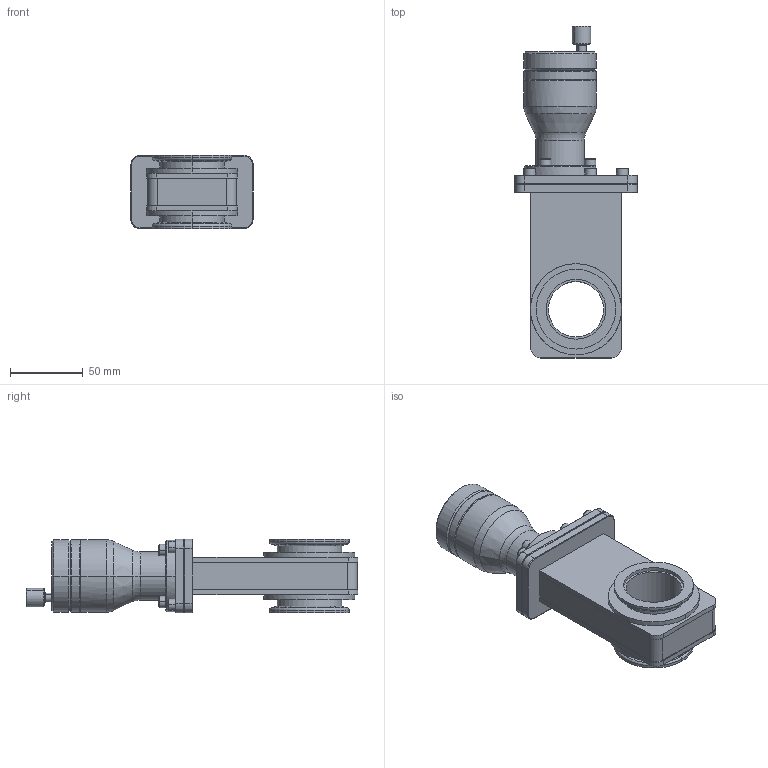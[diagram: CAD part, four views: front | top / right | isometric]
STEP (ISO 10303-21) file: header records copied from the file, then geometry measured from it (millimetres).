
FILE_DESCRIPTION (( 'STEP AP214' ), '1' );
FILE_NAME ('GV-S04100.STEP', '2021-10-18T20:19:14', ( '' ), ( '' ), 'SwSTEP 2.0', 'SolidWorks 2020', '' );
FILE_SCHEMA (( 'AUTOMOTIVE_DESIGN' ));
Length unit declared in the file: inch
Products named in the file (1): GV-S04100
Bounding box: 84.12 x 228.63 x 50.67 mm (x, y, z)
Volume: 365381.8 mm3; surface area: 59677.4 mm2
Topology: 1 solids, 1 shells, 282 faces, 651 edges, 397 vertices
Faces by surface type: plane 133, cone 73, cylinder 68, torus 6, bspline 2
Entity records: 9207 total; most frequent: CARTESIAN_POINT 3042, ORIENTED_EDGE 1302, DIRECTION 1183, EDGE_CURVE 651, AXIS2_PLACEMENT_3D 428, VERTEX_POINT 397, VECTOR 327, LINE 327
